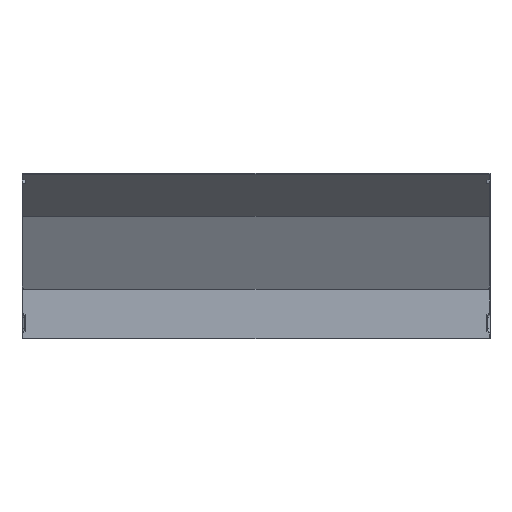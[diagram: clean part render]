
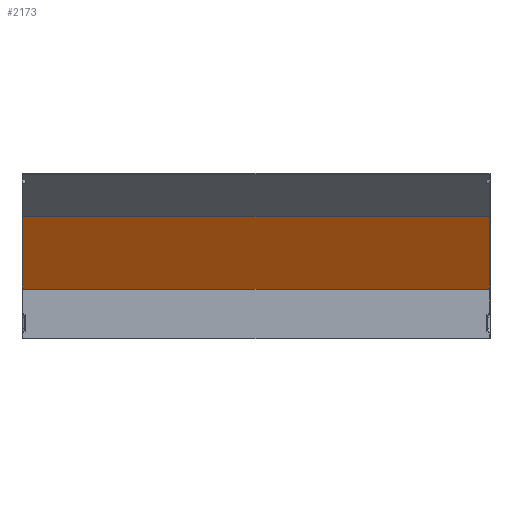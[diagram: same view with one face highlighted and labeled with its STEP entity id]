
A CAD part, front view. The second image highlights one B-rep face of the part: STEP entity #2173.
In plain terms, the highlighted planar face has unit normal (0, -0.866, -0.5).
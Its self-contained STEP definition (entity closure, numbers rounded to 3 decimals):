
#48=FACE_OUTER_BOUND('',#153,.T.);
#153=EDGE_LOOP('',(#1386,#1387,#1388,#1389,#1390,#1391,#1392,#1393,#1394,
#1395,#1396,#1397));
#264=B_SPLINE_CURVE_WITH_KNOTS('',3,(#3108,#3109,#3110,#3111,#3112,#3113),
 .UNSPECIFIED.,.F.,.F.,(4,2,4),(-0.193,-0.121,-0.084),
 .UNSPECIFIED.);
#265=B_SPLINE_CURVE_WITH_KNOTS('',3,(#3117,#3118,#3119,#3120,#3121,#3122),
 .UNSPECIFIED.,.F.,.F.,(4,2,4),(0.032,0.073,0.138),
 .UNSPECIFIED.);
#266=B_SPLINE_CURVE_WITH_KNOTS('',3,(#3130,#3131,#3132,#3133,#3134,#3135),
 .UNSPECIFIED.,.F.,.F.,(4,2,4),(-0.198,-0.148,-0.096),
 .UNSPECIFIED.);
#267=B_SPLINE_CURVE_WITH_KNOTS('',3,(#3138,#3139,#3140,#3141,#3142,#3143,
#3144,#3145),.UNSPECIFIED.,.F.,.F.,(4,2,2,4),(0.031,0.075,
0.134,0.135),.UNSPECIFIED.);
#376=LINE('',#3102,#602);
#377=LINE('',#3104,#603);
#378=LINE('',#3106,#604);
#379=LINE('',#3115,#605);
#380=LINE('',#3124,#606);
#381=LINE('',#3126,#607);
#382=LINE('',#3128,#608);
#383=LINE('',#3137,#609);
#602=VECTOR('',#2465,10.);
#603=VECTOR('',#2466,10.);
#604=VECTOR('',#2467,10.);
#605=VECTOR('',#2468,10.);
#606=VECTOR('',#2469,10.);
#607=VECTOR('',#2470,10.);
#608=VECTOR('',#2471,10.);
#609=VECTOR('',#2472,10.);
#837=VERTEX_POINT('',#3100);
#838=VERTEX_POINT('',#3101);
#839=VERTEX_POINT('',#3103);
#840=VERTEX_POINT('',#3105);
#841=VERTEX_POINT('',#3107);
#842=VERTEX_POINT('',#3114);
#843=VERTEX_POINT('',#3116);
#844=VERTEX_POINT('',#3123);
#845=VERTEX_POINT('',#3125);
#846=VERTEX_POINT('',#3127);
#847=VERTEX_POINT('',#3129);
#848=VERTEX_POINT('',#3136);
#1060=EDGE_CURVE('',#837,#838,#376,.T.);
#1061=EDGE_CURVE('',#839,#838,#377,.T.);
#1062=EDGE_CURVE('',#840,#839,#378,.T.);
#1063=EDGE_CURVE('',#840,#841,#264,.T.);
#1064=EDGE_CURVE('',#841,#842,#379,.T.);
#1065=EDGE_CURVE('',#843,#842,#265,.T.);
#1066=EDGE_CURVE('',#844,#843,#380,.T.);
#1067=EDGE_CURVE('',#844,#845,#381,.T.);
#1068=EDGE_CURVE('',#846,#845,#382,.T.);
#1069=EDGE_CURVE('',#846,#847,#266,.T.);
#1070=EDGE_CURVE('',#847,#848,#383,.T.);
#1071=EDGE_CURVE('',#837,#848,#267,.T.);
#1386=ORIENTED_EDGE('',*,*,#1060,.T.);
#1387=ORIENTED_EDGE('',*,*,#1061,.F.);
#1388=ORIENTED_EDGE('',*,*,#1062,.F.);
#1389=ORIENTED_EDGE('',*,*,#1063,.T.);
#1390=ORIENTED_EDGE('',*,*,#1064,.T.);
#1391=ORIENTED_EDGE('',*,*,#1065,.F.);
#1392=ORIENTED_EDGE('',*,*,#1066,.F.);
#1393=ORIENTED_EDGE('',*,*,#1067,.T.);
#1394=ORIENTED_EDGE('',*,*,#1068,.F.);
#1395=ORIENTED_EDGE('',*,*,#1069,.T.);
#1396=ORIENTED_EDGE('',*,*,#1070,.T.);
#1397=ORIENTED_EDGE('',*,*,#1071,.F.);
#1991=PLANE('',#2303);
#2173=ADVANCED_FACE('',(#48),#1991,.F.);
#2303=AXIS2_PLACEMENT_3D('',#3099,#2463,#2464);
#2463=DIRECTION('center_axis',(0.,0.866,0.5));
#2464=DIRECTION('ref_axis',(1.,0.,0.));
#2465=DIRECTION('',(0.,-0.5,0.866));
#2466=DIRECTION('',(1.,0.,0.));
#2467=DIRECTION('',(0.,-0.5,0.866));
#2468=DIRECTION('',(0.,0.5,-0.866));
#2469=DIRECTION('',(0.,-0.5,0.866));
#2470=DIRECTION('',(1.,0.,0.));
#2471=DIRECTION('',(0.,0.5,-0.866));
#2472=DIRECTION('',(0.,-0.5,0.866));
#3099=CARTESIAN_POINT('Origin',(299.,156.543,-53.656));
#3100=CARTESIAN_POINT('',(596.,156.732,-53.982));
#3101=CARTESIAN_POINT('',(596.,156.598,-53.75));
#3102=CARTESIAN_POINT('',(596.,125.359,0.358));
#3103=CARTESIAN_POINT('',(2.,156.598,-53.75));
#3104=CARTESIAN_POINT('',(299.,156.598,-53.75));
#3105=CARTESIAN_POINT('',(2.,156.732,-53.982));
#3106=CARTESIAN_POINT('',(2.,197.194,-124.064));
#3107=CARTESIAN_POINT('',(1.,156.861,-54.206));
#3108=CARTESIAN_POINT('Ctrl Pts',(2.,156.732,-53.982));
#3109=CARTESIAN_POINT('Ctrl Pts',(1.802,156.764,-54.038));
#3110=CARTESIAN_POINT('Ctrl Pts',(1.607,156.796,-54.094));
#3111=CARTESIAN_POINT('Ctrl Pts',(1.244,156.839,-54.168));
#3112=CARTESIAN_POINT('Ctrl Pts',(1.122,156.851,-54.189));
#3113=CARTESIAN_POINT('Ctrl Pts',(1.,156.861,-54.206));
#3114=CARTESIAN_POINT('',(1.,210.084,-146.392));
#3115=CARTESIAN_POINT('',(1.,170.008,-76.977));
#3116=CARTESIAN_POINT('',(2.,210.214,-146.616));
#3117=CARTESIAN_POINT('Ctrl Pts',(2.,210.214,-146.616));
#3118=CARTESIAN_POINT('Ctrl Pts',(1.878,210.194,-146.581));
#3119=CARTESIAN_POINT('Ctrl Pts',(1.755,210.173,-146.546));
#3120=CARTESIAN_POINT('Ctrl Pts',(1.409,210.124,-146.459));
#3121=CARTESIAN_POINT('Ctrl Pts',(1.209,210.102,-146.421));
#3122=CARTESIAN_POINT('Ctrl Pts',(1.,210.084,-146.392));
#3123=CARTESIAN_POINT('',(2.,210.348,-146.848));
#3124=CARTESIAN_POINT('',(2.,197.194,-124.064));
#3125=CARTESIAN_POINT('',(596.,210.348,-146.848));
#3126=CARTESIAN_POINT('',(299.,210.348,-146.848));
#3127=CARTESIAN_POINT('',(596.,210.214,-146.616));
#3128=CARTESIAN_POINT('',(596.,125.359,0.358));
#3129=CARTESIAN_POINT('',(597.,210.084,-146.392));
#3130=CARTESIAN_POINT('Ctrl Pts',(596.,210.214,-146.616));
#3131=CARTESIAN_POINT('Ctrl Pts',(596.152,210.189,-146.572));
#3132=CARTESIAN_POINT('Ctrl Pts',(596.303,210.164,-146.529));
#3133=CARTESIAN_POINT('Ctrl Pts',(596.652,210.117,-146.448));
#3134=CARTESIAN_POINT('Ctrl Pts',(596.825,210.099,-146.417));
#3135=CARTESIAN_POINT('Ctrl Pts',(597.,210.084,-146.392));
#3136=CARTESIAN_POINT('',(597.,156.861,-54.206));
#3137=CARTESIAN_POINT('',(597.,170.008,-76.977));
#3138=CARTESIAN_POINT('Ctrl Pts',(596.,156.732,-53.982));
#3139=CARTESIAN_POINT('Ctrl Pts',(596.132,156.753,-54.02));
#3140=CARTESIAN_POINT('Ctrl Pts',(596.263,156.775,-54.057));
#3141=CARTESIAN_POINT('Ctrl Pts',(596.603,156.823,-54.14));
#3142=CARTESIAN_POINT('Ctrl Pts',(596.789,156.843,-54.176));
#3143=CARTESIAN_POINT('Ctrl Pts',(596.989,156.86,-54.205));
#3144=CARTESIAN_POINT('Ctrl Pts',(596.995,156.861,-54.205));
#3145=CARTESIAN_POINT('Ctrl Pts',(597.,156.861,-54.206));
